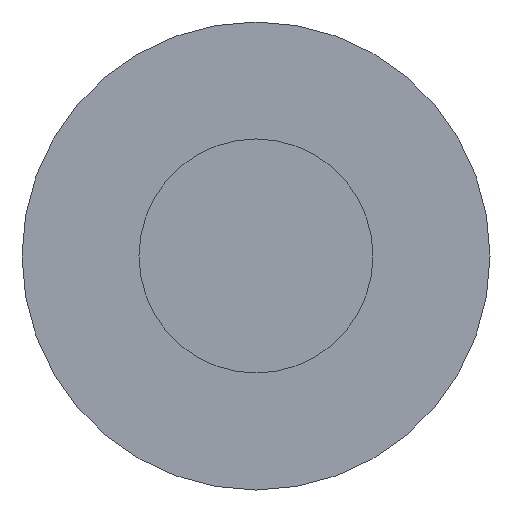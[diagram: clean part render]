
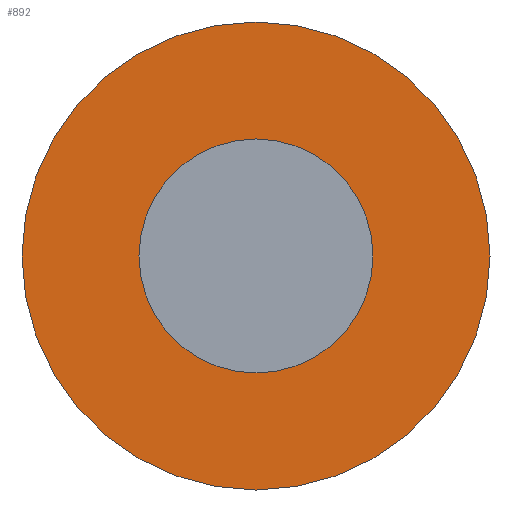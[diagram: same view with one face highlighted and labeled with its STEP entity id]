
A CAD part, front view. The second image highlights one B-rep face of the part: STEP entity #892.
In plain terms, the highlighted planar face has unit normal (0, -1, 0).
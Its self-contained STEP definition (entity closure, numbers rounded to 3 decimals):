
#824=CARTESIAN_POINT('',(11.,-2.5,0.));
#825=VERTEX_POINT('',#824);
#841=CARTESIAN_POINT('',(-11.,-2.5,0.));
#842=VERTEX_POINT('',#841);
#849=CARTESIAN_POINT('',(0.,-2.5,0.));
#850=DIRECTION('',(0.0,-1.0,0.0));
#851=DIRECTION('',(1.0,0.0,0.0));
#852=AXIS2_PLACEMENT_3D('',#849,#850,#851);
#853=CIRCLE('',#852,11.0);
#854=EDGE_CURVE('',#825,#842,#853,.T.);
#865=CARTESIAN_POINT('',(0.,-2.5,0.));
#866=DIRECTION('',(0.0,-1.0,0.0));
#867=DIRECTION('',(1.0,0.0,0.0));
#868=AXIS2_PLACEMENT_3D('',#865,#866,#867);
#869=CIRCLE('',#868,11.0);
#870=EDGE_CURVE('',#842,#825,#869,.T.);
#883=CARTESIAN_POINT('',(0.,-2.5,0.));
#884=DIRECTION('',(0.0,-1.0,0.0));
#885=DIRECTION('',(-1.0,0.0,0.0));
#886=AXIS2_PLACEMENT_3D('',#883,#884,#885);
#887=PLANE('',#886);
#888=ORIENTED_EDGE('',*,*,#854,.T.);
#889=ORIENTED_EDGE('',*,*,#870,.T.);
#890=EDGE_LOOP('',(#888,#889));
#891=FACE_OUTER_BOUND('',#890,.T.);
#892=ADVANCED_FACE('',(#891),#887,.T.);
